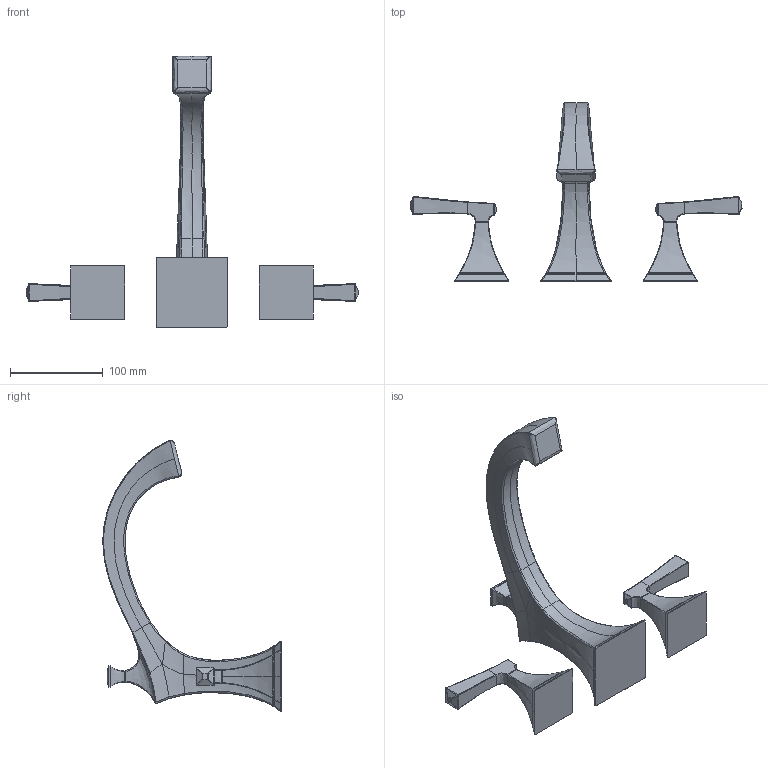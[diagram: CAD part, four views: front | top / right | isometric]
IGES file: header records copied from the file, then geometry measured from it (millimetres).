
Start section:  PTC IGES file: 3-2576.igs
Global section: file name: 3-2576.igs; native system: Creo Parametric by PTC Inc.; preprocessor: 2018400; author: jinson.thomas; organization: Unknown; date: 20210315.102802; units: inch
Bounding box: 358.24 x 192.25 x 292.84 mm (x, y, z)
Volume: 644965.7 mm3; surface area: 98601.6 mm2
Topology: 3 solids, 3 shells, 525 faces, 1171 edges, 657 vertices
Faces by surface type: bspline 385, revolution 120, extrusion 20
